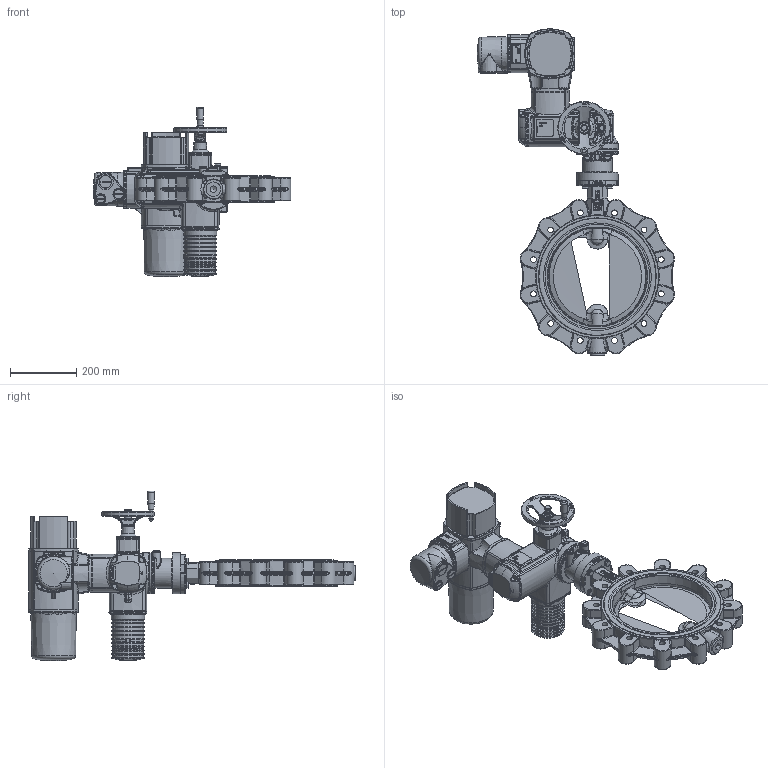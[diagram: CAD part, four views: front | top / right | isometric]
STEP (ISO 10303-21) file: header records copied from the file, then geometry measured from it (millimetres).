
FILE_DESCRIPTION(/* description */ (''),/* implementation_level */ '2;1');
FILE_NAME(/* name */ 'DZ6E-300-0076.stp',/* time_stamp */ '2018-01-12T09:15:59+01:00',/* author */ ('hellwig'),/* organization */ (''),/* preprocessor_version */ 'ST-DEVELOPER v16.5',/* originating_system */ 'Autodesk Inventor 2017',/* authorisation */ '');
FILE_SCHEMA (('AUTOMOTIVE_DESIGN { 1 0 10303 214 3 1 1 }'));
Length unit declared in the file: millimetre
Products named in the file (1): M49017
Bounding box: 596.54 x 987.5 x 514.2 mm (x, y, z)
Volume: 22831992.4 mm3; surface area: 1356347 mm2
Topology: 5 solids, 38 shells, 4888 faces, 12012 edges, 7145 vertices
Faces by surface type: bspline 1602, plane 1229, cylinder 1014, torus 580, cone 301, sphere 162
Full cylindrical faces by diameter (mm): 4 x1, 4.917 x3, 5 x4, 6.6 x4, 6.8 x4, 8 x1, 10 x4, 10.5 x4, 11 x4, 12.5 x1, 14.63 x4, 17.294 x12, 18.5 x1, 19 x1, 20 x8, 24 x2, 25 x2, 25.5 x6, 26 x1, 30 x18, 30.1 x4, 30.2 x2, 34 x1, 34.6 x4, 35 x5, 36.376 x2, 38 x1, 38.3 x1, 42 x1, 44 x3
Entity records: 573668 total; most frequent: CARTESIAN_POINT 466531, ORIENTED_EDGE 22544, DIRECTION 18417, EDGE_CURVE 11272, AXIS2_PLACEMENT_3D 7213, VERTEX_POINT 6954, EDGE_LOOP 5469, STYLED_ITEM 4889
